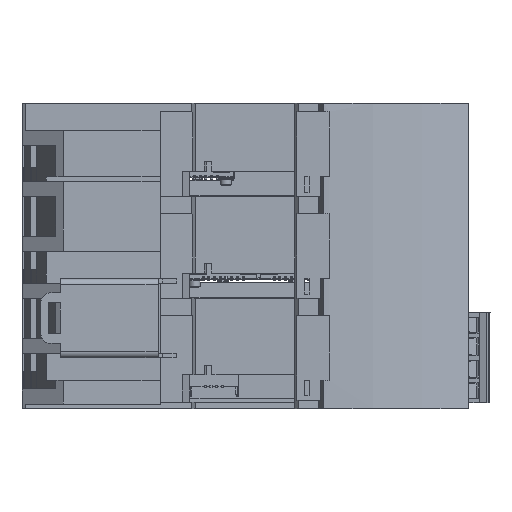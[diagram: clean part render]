
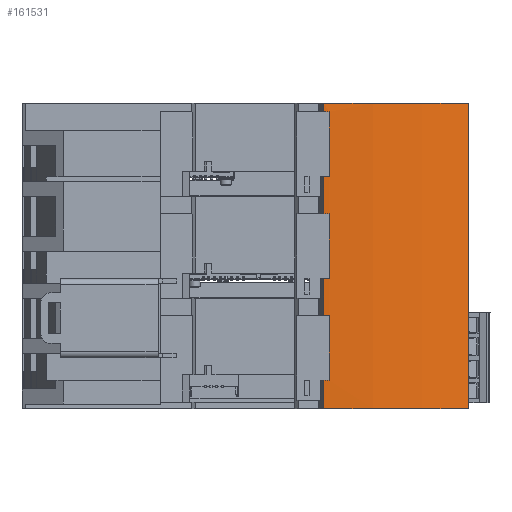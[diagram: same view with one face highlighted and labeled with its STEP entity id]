
A CAD part, front view. The second image highlights one B-rep face of the part: STEP entity #161531.
In plain terms, the highlighted cylindrical face has radius 80 mm (diameter 160 mm), a partial arc.
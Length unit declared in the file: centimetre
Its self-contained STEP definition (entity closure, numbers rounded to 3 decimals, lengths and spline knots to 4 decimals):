
#2492=CYLINDRICAL_SURFACE('',#171124,8.);
#4292=CIRCLE('',#170549,8.);
#4367=CIRCLE('',#170966,8.);
#4384=CIRCLE('',#171125,8.);
#4385=CIRCLE('',#171126,8.);
#4386=CIRCLE('',#171127,8.);
#4387=CIRCLE('',#171128,8.);
#4388=CIRCLE('',#171129,8.);
#4389=CIRCLE('',#171130,8.);
#11240=FACE_OUTER_BOUND('',#19355,.T.);
#19355=EDGE_LOOP('',(#135325,#135326,#135327,#135328,#135329,#135330,#135331,
#135332,#135333,#135334,#135335,#135336,#135337,#135338,#135339,#135340));
#38050=LINE('',#262267,#57578);
#38187=LINE('',#262553,#57715);
#38217=LINE('',#262617,#57745);
#38316=LINE('',#262828,#57844);
#38317=LINE('',#262833,#57845);
#38318=LINE('',#262837,#57846);
#38319=LINE('',#262841,#57847);
#38320=LINE('',#262844,#57848);
#57578=VECTOR('',#206811,1.44);
#57715=VECTOR('',#207070,6.78);
#57745=VECTOR('',#207132,0.82);
#57844=VECTOR('',#207341,0.63);
#57845=VECTOR('',#207346,0.19);
#57846=VECTOR('',#207349,1.44);
#57847=VECTOR('',#207352,0.82);
#57848=VECTOR('',#207355,1.44);
#71441=VERTEX_POINT('',#258403);
#71444=VERTEX_POINT('',#258408);
#72873=VERTEX_POINT('',#262079);
#72874=VERTEX_POINT('',#262080);
#72934=VERTEX_POINT('',#262265);
#73021=VERTEX_POINT('',#262550);
#73022=VERTEX_POINT('',#262552);
#73096=VERTEX_POINT('',#262825);
#73097=VERTEX_POINT('',#262827);
#73098=VERTEX_POINT('',#262830);
#73099=VERTEX_POINT('',#262832);
#73100=VERTEX_POINT('',#262834);
#73101=VERTEX_POINT('',#262836);
#73102=VERTEX_POINT('',#262838);
#73103=VERTEX_POINT('',#262840);
#73104=VERTEX_POINT('',#262842);
#92080=EDGE_CURVE('',#71444,#71441,#4292,.T.);
#94009=EDGE_CURVE('',#72873,#72874,#4367,.T.);
#94110=EDGE_CURVE('',#72934,#72874,#38050,.T.);
#94257=EDGE_CURVE('',#73022,#73021,#38187,.T.);
#94289=EDGE_CURVE('',#72873,#71444,#38217,.T.);
#94391=EDGE_CURVE('',#73096,#72934,#4384,.T.);
#94392=EDGE_CURVE('',#73097,#73096,#38316,.T.);
#94393=EDGE_CURVE('',#73097,#73022,#4385,.T.);
#94394=EDGE_CURVE('',#73021,#73098,#4386,.T.);
#94395=EDGE_CURVE('',#73098,#73099,#38317,.T.);
#94396=EDGE_CURVE('',#73100,#73099,#4387,.T.);
#94397=EDGE_CURVE('',#73100,#73101,#38318,.T.);
#94398=EDGE_CURVE('',#73102,#73101,#4388,.T.);
#94399=EDGE_CURVE('',#73103,#73102,#38319,.T.);
#94400=EDGE_CURVE('',#73103,#73104,#4389,.T.);
#94401=EDGE_CURVE('',#71441,#73104,#38320,.T.);
#135325=ORIENTED_EDGE('',*,*,#92080,.F.);
#135326=ORIENTED_EDGE('',*,*,#94289,.F.);
#135327=ORIENTED_EDGE('',*,*,#94009,.T.);
#135328=ORIENTED_EDGE('',*,*,#94110,.F.);
#135329=ORIENTED_EDGE('',*,*,#94391,.F.);
#135330=ORIENTED_EDGE('',*,*,#94392,.F.);
#135331=ORIENTED_EDGE('',*,*,#94393,.T.);
#135332=ORIENTED_EDGE('',*,*,#94257,.T.);
#135333=ORIENTED_EDGE('',*,*,#94394,.T.);
#135334=ORIENTED_EDGE('',*,*,#94395,.T.);
#135335=ORIENTED_EDGE('',*,*,#94396,.F.);
#135336=ORIENTED_EDGE('',*,*,#94397,.T.);
#135337=ORIENTED_EDGE('',*,*,#94398,.F.);
#135338=ORIENTED_EDGE('',*,*,#94399,.F.);
#135339=ORIENTED_EDGE('',*,*,#94400,.T.);
#135340=ORIENTED_EDGE('',*,*,#94401,.F.);
#161531=ADVANCED_FACE('',(#11240),#2492,.T.);
#170549=AXIS2_PLACEMENT_3D('',#258410,#203999,#204000);
#170966=AXIS2_PLACEMENT_3D('',#262081,#206657,#206658);
#171124=AXIS2_PLACEMENT_3D('',#262824,#207337,#207338);
#171125=AXIS2_PLACEMENT_3D('',#262826,#207339,#207340);
#171126=AXIS2_PLACEMENT_3D('',#262829,#207342,#207343);
#171127=AXIS2_PLACEMENT_3D('',#262831,#207344,#207345);
#171128=AXIS2_PLACEMENT_3D('',#262835,#207347,#207348);
#171129=AXIS2_PLACEMENT_3D('',#262839,#207350,#207351);
#171130=AXIS2_PLACEMENT_3D('',#262843,#207353,#207354);
#203999=DIRECTION('center_axis',(0.,0.,
1.));
#204000=DIRECTION('ref_axis',(1.,0.,0.));
#206657=DIRECTION('center_axis',(0.,0.,
1.));
#206658=DIRECTION('ref_axis',(1.,0.,0.));
#206811=DIRECTION('',(0.,0.,1.));
#207070=DIRECTION('',(0.,0.,1.));
#207132=DIRECTION('',(0.,0.,1.));
#207337=DIRECTION('center_axis',(0.,0.,
1.));
#207338=DIRECTION('ref_axis',(1.,0.,0.));
#207339=DIRECTION('center_axis',(0.,0.,
1.));
#207340=DIRECTION('ref_axis',(1.,0.,0.));
#207341=DIRECTION('',(0.,0.,1.));
#207342=DIRECTION('center_axis',(0.,0.,
1.));
#207343=DIRECTION('ref_axis',(1.,0.,0.));
#207344=DIRECTION('center_axis',(0.,0.,
-1.));
#207345=DIRECTION('ref_axis',(-1.,0.,0.));
#207346=DIRECTION('',(0.,0.,-1.));
#207347=DIRECTION('center_axis',(0.,0.,
-1.));
#207348=DIRECTION('ref_axis',(-1.,0.,0.));
#207349=DIRECTION('',(0.,0.,-1.));
#207350=DIRECTION('center_axis',(0.,0.,
1.));
#207351=DIRECTION('ref_axis',(1.,0.,0.));
#207352=DIRECTION('',(0.,0.,1.));
#207353=DIRECTION('center_axis',(0.,0.,
1.));
#207354=DIRECTION('ref_axis',(1.,0.,0.));
#207355=DIRECTION('',(0.,0.,1.));
#258403=CARTESIAN_POINT('',(1.87,-0.393,2.89));
#258408=CARTESIAN_POINT('',(1.7405,-0.4004,2.89));
#258410=CARTESIAN_POINT('Origin',(1.35,7.5901,2.89));
#262079=CARTESIAN_POINT('',(1.7405,-0.4004,2.07));
#262080=CARTESIAN_POINT('',(1.87,-0.393,2.07));
#262081=CARTESIAN_POINT('Origin',(1.35,7.5901,2.07));
#262265=CARTESIAN_POINT('',(1.87,-0.393,0.63));
#262267=CARTESIAN_POINT('',(1.87,-0.393,0.63));
#262550=CARTESIAN_POINT('',(4.95,0.4458,6.78));
#262552=CARTESIAN_POINT('',(4.95,0.4458,0.));
#262553=CARTESIAN_POINT('',(4.95,0.4458,2.89));
#262617=CARTESIAN_POINT('',(1.7405,-0.4004,2.07));
#262824=CARTESIAN_POINT('Origin',(1.35,7.5901,2.385));
#262825=CARTESIAN_POINT('',(1.7405,-0.4004,0.63));
#262826=CARTESIAN_POINT('Origin',(1.35,7.5901,0.63));
#262827=CARTESIAN_POINT('',(1.7405,-0.4004,0.));
#262828=CARTESIAN_POINT('',(1.7405,-0.4004,0.));
#262829=CARTESIAN_POINT('Origin',(1.35,7.5901,0.));
#262830=CARTESIAN_POINT('',(1.7405,-0.4004,6.78));
#262831=CARTESIAN_POINT('Origin',(1.35,7.5901,6.78));
#262832=CARTESIAN_POINT('',(1.7405,-0.4004,6.59));
#262833=CARTESIAN_POINT('',(1.7405,-0.4004,6.78));
#262834=CARTESIAN_POINT('',(1.87,-0.393,6.59));
#262835=CARTESIAN_POINT('Origin',(1.35,7.5901,6.59));
#262836=CARTESIAN_POINT('',(1.87,-0.393,5.15));
#262837=CARTESIAN_POINT('',(1.87,-0.393,6.59));
#262838=CARTESIAN_POINT('',(1.7405,-0.4004,5.15));
#262839=CARTESIAN_POINT('Origin',(1.35,7.5901,5.15));
#262840=CARTESIAN_POINT('',(1.7405,-0.4004,4.33));
#262841=CARTESIAN_POINT('',(1.7405,-0.4004,4.33));
#262842=CARTESIAN_POINT('',(1.87,-0.393,4.33));
#262843=CARTESIAN_POINT('Origin',(1.35,7.5901,4.33));
#262844=CARTESIAN_POINT('',(1.87,-0.393,2.89));
